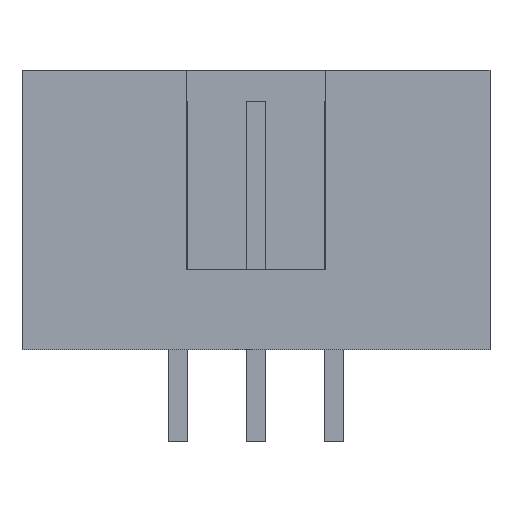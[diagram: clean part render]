
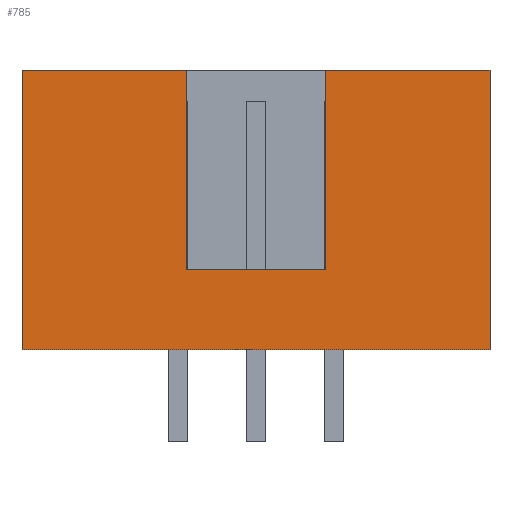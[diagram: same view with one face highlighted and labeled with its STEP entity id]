
A CAD part, front view. The second image highlights one B-rep face of the part: STEP entity #785.
In plain terms, the highlighted free-form (B-spline) face has degree [1, 1] with [2, 2] control points.
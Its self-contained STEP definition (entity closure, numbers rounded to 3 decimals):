
#722=(
BOUNDED_SURFACE()
B_SPLINE_SURFACE(1,1,((#723,#724),(#725,#726)),.UNSPECIFIED.,.F.,.F.,.F.)
B_SPLINE_SURFACE_WITH_KNOTS((2,2),(2,2),(0.000,1.000),(0.000,1.000),.UNSPECIFIED.)
GEOMETRIC_REPRESENTATION_ITEM()
RATIONAL_B_SPLINE_SURFACE(((1.,1.),(1.,1.)))
REPRESENTATION_ITEM('')
SURFACE()
);
#723=CARTESIAN_POINT('',(7.625,-4.425,9.1));
#724=CARTESIAN_POINT('',(7.625,-4.425,0.));
#725=CARTESIAN_POINT('',(-7.625,-4.425,9.1));
#726=CARTESIAN_POINT('',(-7.625,-4.425,0.));
#727=CARTESIAN_POINT('',(-2.25,-4.425,9.1));
#728=VERTEX_POINT('',#727);
#729=(
BOUNDED_CURVE()
B_SPLINE_CURVE(1,(#730,#731),.UNSPECIFIED.,.F.,.F.)
B_SPLINE_CURVE_WITH_KNOTS((2,2),(0.000,1.000),.UNSPECIFIED.)
CURVE()
GEOMETRIC_REPRESENTATION_ITEM()
RATIONAL_B_SPLINE_CURVE((1.,1.))
REPRESENTATION_ITEM('')
);
#730=CARTESIAN_POINT('',(-2.25,-4.425,9.1));
#731=CARTESIAN_POINT('',(-2.25,-4.425,2.6));
#732=CARTESIAN_POINT('',(-2.25,-4.425,2.6));
#733=VERTEX_POINT('',#732);
#734=EDGE_CURVE('',#728,#733,#729,.T.);
#735=ORIENTED_EDGE('',*,*,#734,.T.);
#736=(
BOUNDED_CURVE()
B_SPLINE_CURVE(1,(#737,#738),.UNSPECIFIED.,.F.,.F.)
B_SPLINE_CURVE_WITH_KNOTS((2,2),(0.000,1.000),.UNSPECIFIED.)
CURVE()
GEOMETRIC_REPRESENTATION_ITEM()
RATIONAL_B_SPLINE_CURVE((1.,1.))
REPRESENTATION_ITEM('')
);
#737=CARTESIAN_POINT('',(-2.25,-4.425,2.6));
#738=CARTESIAN_POINT('',(2.25,-4.425,2.6));
#739=CARTESIAN_POINT('',(2.25,-4.425,2.6));
#740=VERTEX_POINT('',#739);
#741=EDGE_CURVE('',#733,#740,#736,.T.);
#742=ORIENTED_EDGE('',*,*,#741,.T.);
#743=(
BOUNDED_CURVE()
B_SPLINE_CURVE(1,(#744,#745),.UNSPECIFIED.,.F.,.F.)
B_SPLINE_CURVE_WITH_KNOTS((2,2),(0.000,1.000),.UNSPECIFIED.)
CURVE()
GEOMETRIC_REPRESENTATION_ITEM()
RATIONAL_B_SPLINE_CURVE((1.,1.))
REPRESENTATION_ITEM('')
);
#744=CARTESIAN_POINT('',(2.25,-4.425,2.6));
#745=CARTESIAN_POINT('',(2.25,-4.425,9.1));
#746=CARTESIAN_POINT('',(2.25,-4.425,9.1));
#747=VERTEX_POINT('',#746);
#748=EDGE_CURVE('',#740,#747,#743,.T.);
#749=ORIENTED_EDGE('',*,*,#748,.T.);
#750=(
BOUNDED_CURVE()
B_SPLINE_CURVE(1,(#751,#752),.UNSPECIFIED.,.F.,.F.)
B_SPLINE_CURVE_WITH_KNOTS((2,2),(0.000,1.000),.UNSPECIFIED.)
CURVE()
GEOMETRIC_REPRESENTATION_ITEM()
RATIONAL_B_SPLINE_CURVE((1.,1.))
REPRESENTATION_ITEM('')
);
#751=CARTESIAN_POINT('',(2.25,-4.425,9.1));
#752=CARTESIAN_POINT('',(7.625,-4.425,9.1));
#753=CARTESIAN_POINT('',(7.625,-4.425,9.1));
#754=VERTEX_POINT('',#753);
#755=EDGE_CURVE('',#747,#754,#750,.T.);
#756=ORIENTED_EDGE('',*,*,#755,.T.);
#757=(
BOUNDED_CURVE()
B_SPLINE_CURVE(1,(#758,#759),.UNSPECIFIED.,.F.,.F.)
B_SPLINE_CURVE_WITH_KNOTS((2,2),(0.000,1.000),.UNSPECIFIED.)
CURVE()
GEOMETRIC_REPRESENTATION_ITEM()
RATIONAL_B_SPLINE_CURVE((1.,1.))
REPRESENTATION_ITEM('')
);
#758=CARTESIAN_POINT('',(7.625,-4.425,9.1));
#759=CARTESIAN_POINT('',(7.625,-4.425,0.));
#760=CARTESIAN_POINT('',(7.625,-4.425,0.));
#761=VERTEX_POINT('',#760);
#762=EDGE_CURVE('',#754,#761,#757,.T.);
#763=ORIENTED_EDGE('',*,*,#762,.T.);
#764=(
BOUNDED_CURVE()
B_SPLINE_CURVE(1,(#765,#766),.UNSPECIFIED.,.F.,.F.)
B_SPLINE_CURVE_WITH_KNOTS((2,2),(0.000,1.000),.UNSPECIFIED.)
CURVE()
GEOMETRIC_REPRESENTATION_ITEM()
RATIONAL_B_SPLINE_CURVE((1.,1.))
REPRESENTATION_ITEM('')
);
#765=CARTESIAN_POINT('',(7.625,-4.425,0.));
#766=CARTESIAN_POINT('',(-7.625,-4.425,0.));
#767=CARTESIAN_POINT('',(-7.625,-4.425,0.));
#768=VERTEX_POINT('',#767);
#769=EDGE_CURVE('',#761,#768,#764,.T.);
#770=ORIENTED_EDGE('',*,*,#769,.T.);
#771=(
BOUNDED_CURVE()
B_SPLINE_CURVE(1,(#772,#773),.UNSPECIFIED.,.F.,.F.)
B_SPLINE_CURVE_WITH_KNOTS((2,2),(0.000,1.000),.UNSPECIFIED.)
CURVE()
GEOMETRIC_REPRESENTATION_ITEM()
RATIONAL_B_SPLINE_CURVE((1.,1.))
REPRESENTATION_ITEM('')
);
#772=CARTESIAN_POINT('',(-7.625,-4.425,0.));
#773=CARTESIAN_POINT('',(-7.625,-4.425,9.1));
#774=CARTESIAN_POINT('',(-7.625,-4.425,9.1));
#775=VERTEX_POINT('',#774);
#776=EDGE_CURVE('',#768,#775,#771,.T.);
#777=ORIENTED_EDGE('',*,*,#776,.T.);
#778=(
BOUNDED_CURVE()
B_SPLINE_CURVE(1,(#779,#780),.UNSPECIFIED.,.F.,.F.)
B_SPLINE_CURVE_WITH_KNOTS((2,2),(0.000,1.000),.UNSPECIFIED.)
CURVE()
GEOMETRIC_REPRESENTATION_ITEM()
RATIONAL_B_SPLINE_CURVE((1.,1.))
REPRESENTATION_ITEM('')
);
#779=CARTESIAN_POINT('',(-7.625,-4.425,9.1));
#780=CARTESIAN_POINT('',(-2.25,-4.425,9.1));
#781=EDGE_CURVE('',#775,#728,#778,.T.);
#782=ORIENTED_EDGE('',*,*,#781,.T.);
#783=EDGE_LOOP('',(#735,#742,#749,#756,#763,#770,#777,#782));
#784=FACE_OUTER_BOUND('',#783,.T.);
#785=ADVANCED_FACE('',(#784),#722,.T.);
